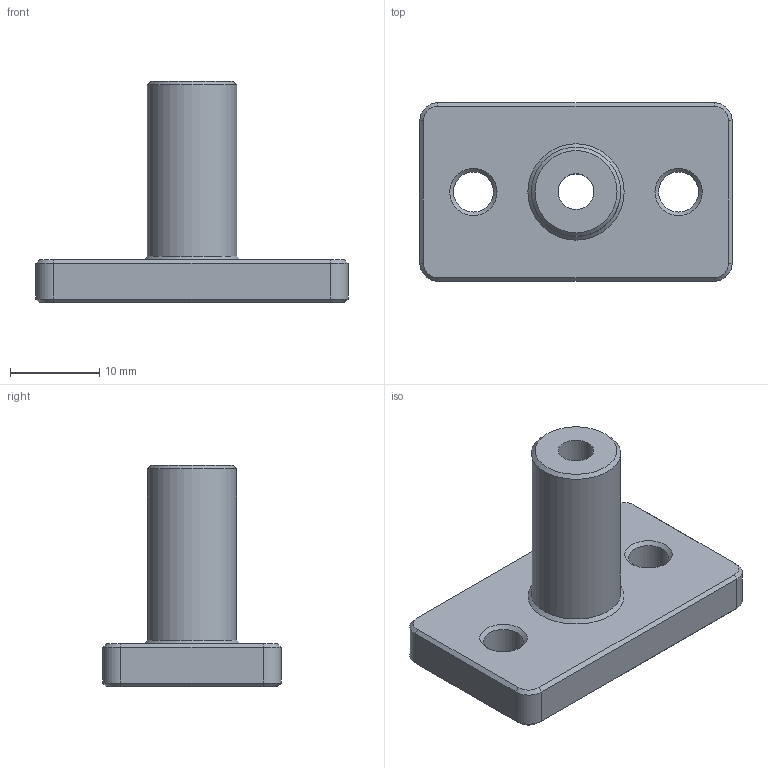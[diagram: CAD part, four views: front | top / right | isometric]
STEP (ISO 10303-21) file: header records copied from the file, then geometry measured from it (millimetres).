
FILE_DESCRIPTION( ( '' ), ' ' );
FILE_NAME( '5623cabfe4b055388c1c909f.step', '2015-10-18T16:37:20', ( '' ), ( '' ), ' ', ' ', ' ' );
FILE_SCHEMA( ( 'AUTOMOTIVE_DESIGN { 1 0 10303 214 1 1 1 1 }' ) );
Length unit declared in the file: metre
Products named in the file (1): Part 1
Bounding box: 35 x 20 x 24.8 mm (x, y, z)
Volume: 4427.3 mm3; surface area: 2811.4 mm2
Topology: 1 solids, 1 shells, 38 faces, 82 edges, 47 vertices
Faces by surface type: cone 15, plane 15, cylinder 8
Full cylindrical faces by diameter (mm): 4 x1, 4.5 x2, 10 x1
Entity records: 985 total; most frequent: DIRECTION 180, CARTESIAN_POINT 157, ORIENTED_EDGE 142, EDGE_CURVE 71, AXIS2_PLACEMENT_3D 70, EDGE_LOOP 56, VERTEX_POINT 47, FACE_OUTER_BOUND 42
